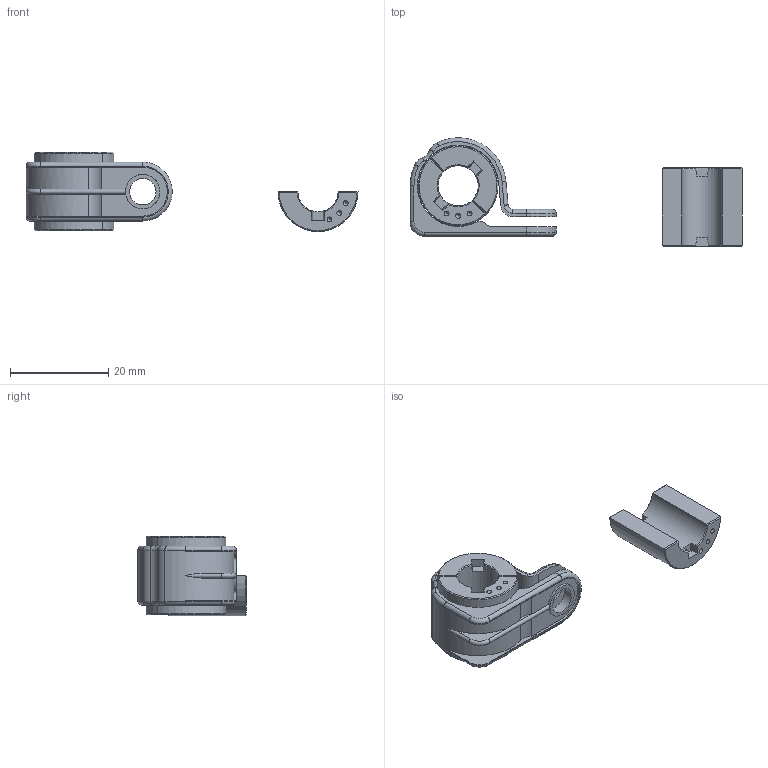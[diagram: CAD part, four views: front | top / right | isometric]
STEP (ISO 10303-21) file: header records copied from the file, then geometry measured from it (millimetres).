
FILE_DESCRIPTION( ( 'Unknown' ), '1' );
FILE_NAME( '74271318.stp', 'Unknown', ( 'Unknown' ), ( 'Unknown' ), 'PSStep 13.0', 'Unknown', ' ' );
FILE_SCHEMA( ( 'AUTOMOTIVE_DESIGN { 1 0 10303 214 1 1 1 1 }' ) );
Length unit declared in the file: millimetre
Products named in the file (3): Assem1; Nylon_housing; 7427021
Bounding box: 67.66 x 22.09 x 16.15 mm (x, y, z)
Volume: 6391.4 mm3; surface area: 7067.2 mm2
Topology: 5 solids, 5 shells, 240 faces, 586 edges, 365 vertices
Faces by surface type: plane 107, cylinder 68, torus 34, cone 31
Full cylindrical faces by diameter (mm): 5.4 x2, 7 x2
Entity records: 3980 total; most frequent: CARTESIAN_POINT 585, DIRECTION 572, ORIENTED_EDGE 500, EDGE_CURVE 250, AXIS2_PLACEMENT_3D 231, VERTEX_POINT 156, CIRCLE 118, EDGE_LOOP 116
